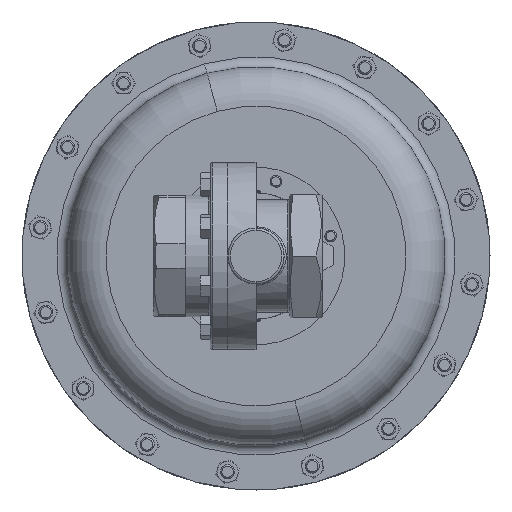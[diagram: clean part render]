
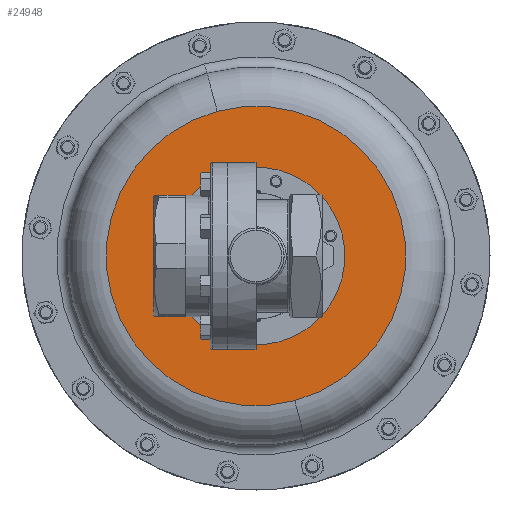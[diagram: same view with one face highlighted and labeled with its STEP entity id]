
A CAD part, front view. The second image highlights one B-rep face of the part: STEP entity #24948.
In plain terms, the highlighted planar face has unit normal (0, -1, 0).
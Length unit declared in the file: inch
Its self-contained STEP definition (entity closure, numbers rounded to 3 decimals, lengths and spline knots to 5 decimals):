
#2033 = FACE_OUTER_BOUND ( 'NONE', #9891, .T. ) ;
#3845 = EDGE_CURVE ( 'NONE', #38030, #32995, #5936, .T. ) ;
#3977 = CARTESIAN_POINT ( 'NONE',  ( -1.03528, 7.0925, 3.8637 ) ) ;
#4196 = DIRECTION ( 'NONE',  ( 0.707, 0., 0.707 ) ) ;
#5522 = CARTESIAN_POINT ( 'NONE',  ( -1.67938, 7.0925, -1.67938 ) ) ;
#5561 = DIRECTION ( 'NONE',  ( 0., 1., 0. ) ) ;
#5936 = CIRCLE ( 'NONE', #37603, 2.375 ) ;
#6607 = EDGE_CURVE ( 'NONE', #32995, #38030, #36614, .T. ) ;
#7104 = CARTESIAN_POINT ( 'NONE',  ( 0., 7.0925, 0. ) ) ;
#7338 = VERTEX_POINT ( 'NONE', #3977 ) ;
#9351 = CARTESIAN_POINT ( 'NONE',  ( 3.8637, 7.0925, 1.03528 ) ) ;
#9891 = EDGE_LOOP ( 'NONE', ( #36527, #43127 ) ) ;
#10734 = AXIS2_PLACEMENT_3D ( 'NONE', #26559, #26647, #26692 ) ;
#12547 = PLANE ( 'NONE',  #16144 ) ;
#12706 = DIRECTION ( 'NONE',  ( 0., -1., 0. ) ) ;
#14792 = DIRECTION ( 'NONE',  ( 0., 1., 0. ) ) ;
#16144 = AXIS2_PLACEMENT_3D ( 'NONE', #9351, #12706, #36060 ) ;
#16515 = AXIS2_PLACEMENT_3D ( 'NONE', #17453, #40892, #20758 ) ;
#17453 = CARTESIAN_POINT ( 'NONE',  ( 0., 7.0925, 0. ) ) ;
#19375 = VERTEX_POINT ( 'NONE', #35552 ) ;
#20758 = DIRECTION ( 'NONE',  ( -0.259, 0., 0.966 ) ) ;
#21202 = ORIENTED_EDGE ( 'NONE', *, *, #3845, .T. ) ;
#24948 = ADVANCED_FACE ( 'NONE', ( #2033, #37592 ), #12547, .T. ) ;
#26143 = CARTESIAN_POINT ( 'NONE',  ( 1.67938, 7.0925, 1.67938 ) ) ;
#26225 = EDGE_CURVE ( 'NONE', #7338, #19375, #36984, .T. ) ;
#26559 = CARTESIAN_POINT ( 'NONE',  ( 0., 7.0925, 0. ) ) ;
#26647 = DIRECTION ( 'NONE',  ( 0., 1., 0. ) ) ;
#26692 = DIRECTION ( 'NONE',  ( 0.707, 0., 0.707 ) ) ;
#29173 = AXIS2_PLACEMENT_3D ( 'NONE', #34726, #14792, #38221 ) ;
#32995 = VERTEX_POINT ( 'NONE', #5522 ) ;
#34726 = CARTESIAN_POINT ( 'NONE',  ( 0., 7.0925, 0. ) ) ;
#35552 = CARTESIAN_POINT ( 'NONE',  ( 1.03528, 7.0925, -3.8637 ) ) ;
#36060 = DIRECTION ( 'NONE',  ( 0.259, 0., -0.966 ) ) ;
#36527 = ORIENTED_EDGE ( 'NONE', *, *, #26225, .F. ) ;
#36614 = CIRCLE ( 'NONE', #10734, 2.375 ) ;
#36984 = CIRCLE ( 'NONE', #29173, 4. ) ;
#37592 = FACE_BOUND ( 'NONE', #41607, .T. ) ;
#37603 = AXIS2_PLACEMENT_3D ( 'NONE', #7104, #5561, #4196 ) ;
#38030 = VERTEX_POINT ( 'NONE', #26143 ) ;
#38221 = DIRECTION ( 'NONE',  ( -0.259, 0., 0.966 ) ) ;
#40892 = DIRECTION ( 'NONE',  ( 0., 1., 0. ) ) ;
#41297 = EDGE_CURVE ( 'NONE', #19375, #7338, #42107, .T. ) ;
#41607 = EDGE_LOOP ( 'NONE', ( #42854, #21202 ) ) ;
#42107 = CIRCLE ( 'NONE', #16515, 4. ) ;
#42854 = ORIENTED_EDGE ( 'NONE', *, *, #6607, .T. ) ;
#43127 = ORIENTED_EDGE ( 'NONE', *, *, #41297, .F. ) ;
